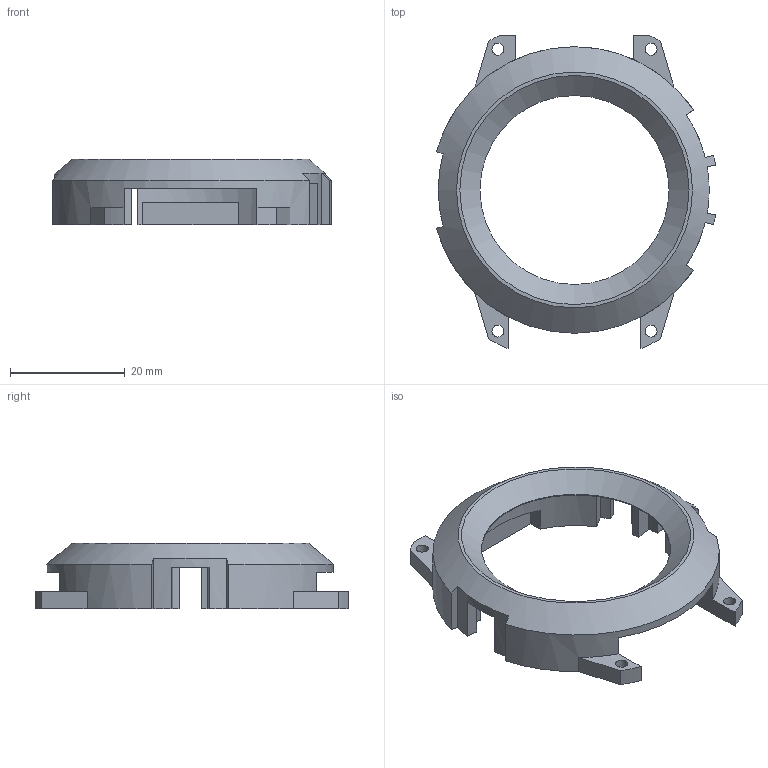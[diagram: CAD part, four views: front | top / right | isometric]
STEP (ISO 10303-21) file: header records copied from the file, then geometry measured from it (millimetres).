
FILE_DESCRIPTION(('STEP AP242'), '1');
FILE_NAME('Case', '', ('UNSPECIFIED'), ('UNSPECIFIED'), 'C3D Converter', 'C3D Toolkit', '');
FILE_SCHEMA(('AP242_MANAGED_MODEL_BASED_3D_ENGINEERING_MIM_LF { 1 0 10303 442 1 1 4 }'));
Length unit declared in the file: millimetre
Bounding box: 48.71 x 54.67 x 11.5 mm (x, y, z)
Volume: 5758.6 mm3; surface area: 5131 mm2
Topology: 1 solids, 1 shells, 97 faces, 284 edges, 189 vertices
Faces by surface type: plane 69, cylinder 26, cone 2
Full cylindrical faces by diameter (mm): 2.1 x4, 33 x1
Entity records: 3264 total; most frequent: CARTESIAN_POINT 564, DIRECTION 562, ORIENTED_EDGE 554, EDGE_CURVE 277, VERTEX_POINT 189, LINE 188, VECTOR 188, AXIS2_PLACEMENT_3D 187
